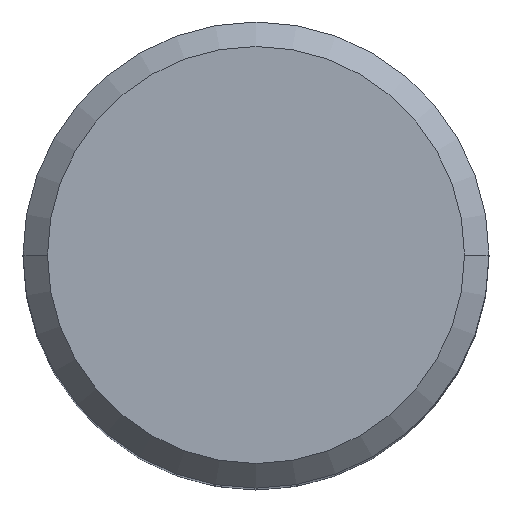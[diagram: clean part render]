
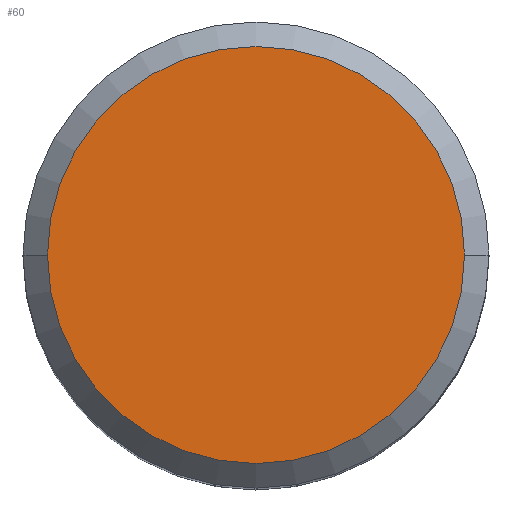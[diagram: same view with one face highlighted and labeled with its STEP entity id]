
A CAD part, top view. The second image highlights one B-rep face of the part: STEP entity #60.
In plain terms, the highlighted planar face has unit normal (0, 0, 1).
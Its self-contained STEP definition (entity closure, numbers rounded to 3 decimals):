
#53 = AXIS2_PLACEMENT_3D ( 'NONE', #779, #192, #663 ) ;
#60 = ADVANCED_FACE ( 'NONE', ( #69 ), #241, .T. ) ;
#69 = FACE_OUTER_BOUND ( 'NONE', #689, .T. ) ;
#82 = DIRECTION ( 'NONE',  ( 1., 0., 0. ) ) ;
#92 = VERTEX_POINT ( 'NONE', #725 ) ;
#117 = CARTESIAN_POINT ( 'NONE',  ( 0., 0., 45. ) ) ;
#138 = VERTEX_POINT ( 'NONE', #202 ) ;
#148 = ORIENTED_EDGE ( 'NONE', *, *, #216, .T. ) ;
#192 = DIRECTION ( 'NONE',  ( 0., 0., 1. ) ) ;
#202 = CARTESIAN_POINT ( 'NONE',  ( 8.5, 0., 45. ) ) ;
#216 = EDGE_CURVE ( 'NONE', #92, #138, #702, .T. ) ;
#241 = PLANE ( 'NONE',  #510 ) ;
#243 = AXIS2_PLACEMENT_3D ( 'NONE', #271, #624, #82 ) ;
#271 = CARTESIAN_POINT ( 'NONE',  ( 0., 0., 45. ) ) ;
#359 = DIRECTION ( 'NONE',  ( 0., 0., 1. ) ) ;
#498 = EDGE_CURVE ( 'NONE', #138, #92, #709, .T. ) ;
#501 = ORIENTED_EDGE ( 'NONE', *, *, #498, .T. ) ;
#510 = AXIS2_PLACEMENT_3D ( 'NONE', #117, #359, #549 ) ;
#549 = DIRECTION ( 'NONE',  ( 1., 0., 0. ) ) ;
#624 = DIRECTION ( 'NONE',  ( 0., 0., 1. ) ) ;
#663 = DIRECTION ( 'NONE',  ( 1., 0., 0. ) ) ;
#689 = EDGE_LOOP ( 'NONE', ( #148, #501 ) ) ;
#702 = CIRCLE ( 'NONE', #243, 8.5 ) ;
#709 = CIRCLE ( 'NONE', #53, 8.5 ) ;
#725 = CARTESIAN_POINT ( 'NONE',  ( -8.5, 0., 45. ) ) ;
#779 = CARTESIAN_POINT ( 'NONE',  ( 0., 0., 45. ) ) ;
